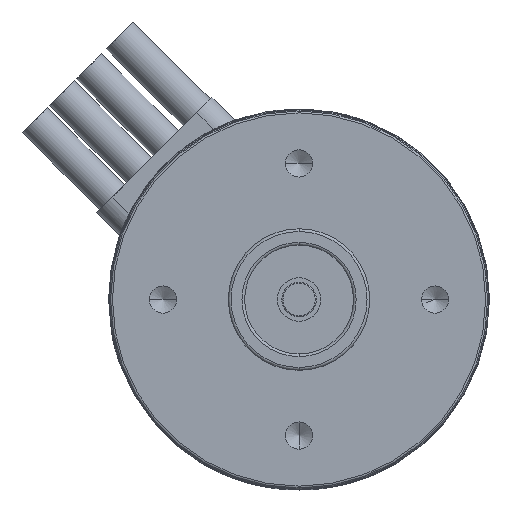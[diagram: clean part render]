
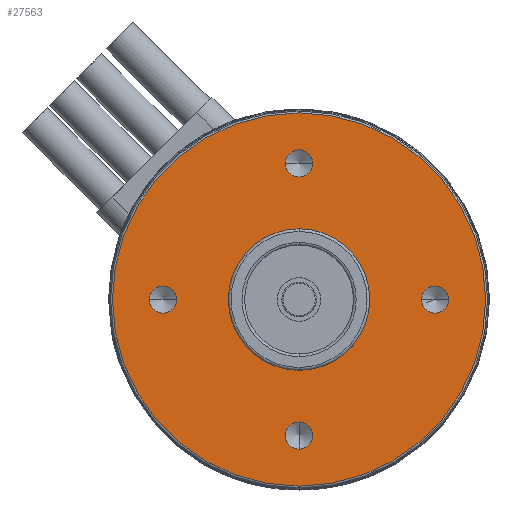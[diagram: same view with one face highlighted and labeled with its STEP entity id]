
A CAD part, left-side view. The second image highlights one B-rep face of the part: STEP entity #27563.
In plain terms, the highlighted planar face has unit normal (-1, 0, 0).
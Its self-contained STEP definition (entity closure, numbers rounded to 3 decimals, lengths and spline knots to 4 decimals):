
#282 = AXIS2_PLACEMENT_3D ( 'NONE', #41945, #38140, #27001 ) ;
#812 = EDGE_CURVE ( 'NONE', #13350, #21473, #27681, .T. ) ;
#920 = DIRECTION ( 'NONE',  ( -1., 0., 0. ) ) ;
#1208 = EDGE_LOOP ( 'NONE', ( #18808, #32295 ) ) ;
#1991 = DIRECTION ( 'NONE',  ( 1., 0., 0. ) ) ;
#2222 = DIRECTION ( 'NONE',  ( 0., 0., 1. ) ) ;
#3335 = CIRCLE ( 'NONE', #282, 0.0492 ) ;
#3387 = FACE_BOUND ( 'NONE', #30825, .T. ) ;
#3747 = CARTESIAN_POINT ( 'NONE',  ( 0.4528, 0., 0. ) ) ;
#3777 = CARTESIAN_POINT ( 'NONE',  ( 0.4528, -0.4921, 0. ) ) ;
#3949 = CARTESIAN_POINT ( 'NONE',  ( 0.4528, 0.4921, 0. ) ) ;
#4231 = CARTESIAN_POINT ( 'NONE',  ( 0.4528, 0.2559, 0. ) ) ;
#4283 = AXIS2_PLACEMENT_3D ( 'NONE', #14063, #920, #15395 ) ;
#4612 = DIRECTION ( 'NONE',  ( 0., 0., 1. ) ) ;
#5650 = AXIS2_PLACEMENT_3D ( 'NONE', #22100, #30154, #40855 ) ;
#5852 = AXIS2_PLACEMENT_3D ( 'NONE', #3777, #25842, #7089 ) ;
#5975 = ORIENTED_EDGE ( 'NONE', *, *, #16392, .T. ) ;
#6817 = DIRECTION ( 'NONE',  ( 0., 0., 1. ) ) ;
#6946 = FACE_BOUND ( 'NONE', #33557, .T. ) ;
#7089 = DIRECTION ( 'NONE',  ( 0., 0., 1. ) ) ;
#7467 = VERTEX_POINT ( 'NONE', #42562 ) ;
#8402 = ORIENTED_EDGE ( 'NONE', *, *, #34796, .T. ) ;
#8413 = ORIENTED_EDGE ( 'NONE', *, *, #27666, .T. ) ;
#8641 = CARTESIAN_POINT ( 'NONE',  ( 0.4528, 0., 0.4921 ) ) ;
#8811 = EDGE_CURVE ( 'NONE', #21473, #13350, #18480, .T. ) ;
#8867 = CIRCLE ( 'NONE', #5852, 0.0492 ) ;
#8894 = DIRECTION ( 'NONE',  ( 1., 0., 0. ) ) ;
#8899 = CIRCLE ( 'NONE', #35428, 0.2559 ) ;
#10853 = DIRECTION ( 'NONE',  ( 0., 0., 1. ) ) ;
#11402 = CARTESIAN_POINT ( 'NONE',  ( 0.4528, -0.4921, 0.0492 ) ) ;
#13350 = VERTEX_POINT ( 'NONE', #44973 ) ;
#13537 = CARTESIAN_POINT ( 'NONE',  ( 0.4528, 0., 0. ) ) ;
#13905 = CARTESIAN_POINT ( 'NONE',  ( 0.4528, 0., 0.5413 ) ) ;
#14063 = CARTESIAN_POINT ( 'NONE',  ( 0.4528, 0.2559, 0. ) ) ;
#14634 = ORIENTED_EDGE ( 'NONE', *, *, #27480, .T. ) ;
#14898 = EDGE_CURVE ( 'NONE', #31394, #42297, #24580, .T. ) ;
#15395 = DIRECTION ( 'NONE',  ( 0., -1., 0. ) ) ;
#15628 = AXIS2_PLACEMENT_3D ( 'NONE', #34823, #27231, #37923 ) ;
#16029 = ORIENTED_EDGE ( 'NONE', *, *, #36361, .T. ) ;
#16092 = CARTESIAN_POINT ( 'NONE',  ( 0.4528, 0., -0.4921 ) ) ;
#16392 = EDGE_CURVE ( 'NONE', #16899, #43269, #39065, .T. ) ;
#16899 = VERTEX_POINT ( 'NONE', #18510 ) ;
#16915 = VERTEX_POINT ( 'NONE', #11402 ) ;
#17150 = AXIS2_PLACEMENT_3D ( 'NONE', #16092, #19443, #41051 ) ;
#17159 = ORIENTED_EDGE ( 'NONE', *, *, #14898, .T. ) ;
#17856 = FACE_BOUND ( 'NONE', #38230, .T. ) ;
#17984 = VERTEX_POINT ( 'NONE', #18228 ) ;
#18228 = CARTESIAN_POINT ( 'NONE',  ( 0.4528, 0., -0.4429 ) ) ;
#18480 = CIRCLE ( 'NONE', #44297, 0.6751 ) ;
#18510 = CARTESIAN_POINT ( 'NONE',  ( 0.4528, 0., 0.4429 ) ) ;
#18618 = ORIENTED_EDGE ( 'NONE', *, *, #32669, .T. ) ;
#18808 = ORIENTED_EDGE ( 'NONE', *, *, #8811, .F. ) ;
#18970 = FACE_BOUND ( 'NONE', #36977, .T. ) ;
#19226 = EDGE_CURVE ( 'NONE', #43269, #16899, #32196, .T. ) ;
#19443 = DIRECTION ( 'NONE',  ( 1., 0., 0. ) ) ;
#20275 = CARTESIAN_POINT ( 'NONE',  ( 0.4528, 0., -0.4921 ) ) ;
#20653 = ORIENTED_EDGE ( 'NONE', *, *, #22556, .T. ) ;
#21473 = VERTEX_POINT ( 'NONE', #22573 ) ;
#21602 = VERTEX_POINT ( 'NONE', #4231 ) ;
#21778 = DIRECTION ( 'NONE',  ( 1., 0., 0. ) ) ;
#22100 = CARTESIAN_POINT ( 'NONE',  ( 0.4528, 0.4921, 0. ) ) ;
#22556 = EDGE_CURVE ( 'NONE', #42297, #31394, #46951, .T. ) ;
#22573 = CARTESIAN_POINT ( 'NONE',  ( 0.4528, 0., 0.6751 ) ) ;
#24580 = CIRCLE ( 'NONE', #5650, 0.0492 ) ;
#24975 = CARTESIAN_POINT ( 'NONE',  ( 0.4528, 0., 0. ) ) ;
#24982 = ORIENTED_EDGE ( 'NONE', *, *, #30579, .T. ) ;
#25197 = DIRECTION ( 'NONE',  ( 0., 1., 0. ) ) ;
#25485 = CARTESIAN_POINT ( 'NONE',  ( 0.4528, 0.4921, 0.0492 ) ) ;
#25842 = DIRECTION ( 'NONE',  ( 1., 0., 0. ) ) ;
#27001 = DIRECTION ( 'NONE',  ( 0., 0., 1. ) ) ;
#27231 = DIRECTION ( 'NONE',  ( 1., 0., 0. ) ) ;
#27480 = EDGE_CURVE ( 'NONE', #7467, #17984, #29295, .T. ) ;
#27563 = ADVANCED_FACE ( 'NONE', ( #29885, #40831, #6946, #3387, #18970, #17856 ), #42810, .T. ) ;
#27666 = EDGE_CURVE ( 'NONE', #17984, #7467, #37642, .T. ) ;
#27681 = CIRCLE ( 'NONE', #44365, 0.6751 ) ;
#27718 = AXIS2_PLACEMENT_3D ( 'NONE', #8641, #8894, #4612 ) ;
#28738 = DIRECTION ( 'NONE',  ( 1., 0., 0. ) ) ;
#28941 = VERTEX_POINT ( 'NONE', #40617 ) ;
#29295 = CIRCLE ( 'NONE', #40659, 0.0492 ) ;
#29383 = DIRECTION ( 'NONE',  ( 1., 0., 0. ) ) ;
#29885 = FACE_OUTER_BOUND ( 'NONE', #1208, .T. ) ;
#30154 = DIRECTION ( 'NONE',  ( 1., 0., 0. ) ) ;
#30579 = EDGE_CURVE ( 'NONE', #37898, #21602, #43681, .T. ) ;
#30825 = EDGE_LOOP ( 'NONE', ( #16029, #18618 ) ) ;
#31394 = VERTEX_POINT ( 'NONE', #25485 ) ;
#31889 = CARTESIAN_POINT ( 'NONE',  ( 0.4528, -0.2559, 0. ) ) ;
#32196 = CIRCLE ( 'NONE', #42814, 0.0492 ) ;
#32295 = ORIENTED_EDGE ( 'NONE', *, *, #812, .F. ) ;
#32466 = DIRECTION ( 'NONE',  ( 1., 0., 0. ) ) ;
#32669 = EDGE_CURVE ( 'NONE', #28941, #16915, #8867, .T. ) ;
#33557 = EDGE_LOOP ( 'NONE', ( #8413, #14634 ) ) ;
#34796 = EDGE_CURVE ( 'NONE', #21602, #37898, #8899, .T. ) ;
#34823 = CARTESIAN_POINT ( 'NONE',  ( 0.4528, 0., 0. ) ) ;
#35428 = AXIS2_PLACEMENT_3D ( 'NONE', #24975, #43027, #25197 ) ;
#36361 = EDGE_CURVE ( 'NONE', #16915, #28941, #3335, .T. ) ;
#36737 = CARTESIAN_POINT ( 'NONE',  ( 0.4528, 0., 0.4921 ) ) ;
#36977 = EDGE_LOOP ( 'NONE', ( #46640, #5975 ) ) ;
#37642 = CIRCLE ( 'NONE', #17150, 0.0492 ) ;
#37898 = VERTEX_POINT ( 'NONE', #31889 ) ;
#37923 = DIRECTION ( 'NONE',  ( 0., 1., 0. ) ) ;
#38140 = DIRECTION ( 'NONE',  ( 1., 0., 0. ) ) ;
#38230 = EDGE_LOOP ( 'NONE', ( #8402, #24982 ) ) ;
#39065 = CIRCLE ( 'NONE', #27718, 0.0492 ) ;
#39429 = DIRECTION ( 'NONE',  ( 0., 0., 1. ) ) ;
#40315 = CARTESIAN_POINT ( 'NONE',  ( 0.4528, 0.4921, -0.0492 ) ) ;
#40617 = CARTESIAN_POINT ( 'NONE',  ( 0.4528, -0.4921, -0.0492 ) ) ;
#40659 = AXIS2_PLACEMENT_3D ( 'NONE', #20275, #1991, #2222 ) ;
#40831 = FACE_BOUND ( 'NONE', #41817, .T. ) ;
#40855 = DIRECTION ( 'NONE',  ( 0., 0., 1. ) ) ;
#41051 = DIRECTION ( 'NONE',  ( 0., 0., 1. ) ) ;
#41817 = EDGE_LOOP ( 'NONE', ( #17159, #20653 ) ) ;
#41945 = CARTESIAN_POINT ( 'NONE',  ( 0.4528, -0.4921, 0. ) ) ;
#42297 = VERTEX_POINT ( 'NONE', #40315 ) ;
#42562 = CARTESIAN_POINT ( 'NONE',  ( 0.4528, 0., -0.5413 ) ) ;
#42810 = PLANE ( 'NONE',  #4283 ) ;
#42814 = AXIS2_PLACEMENT_3D ( 'NONE', #36737, #29383, #10853 ) ;
#43027 = DIRECTION ( 'NONE',  ( 1., 0., 0. ) ) ;
#43269 = VERTEX_POINT ( 'NONE', #13905 ) ;
#43681 = CIRCLE ( 'NONE', #15628, 0.2559 ) ;
#43877 = DIRECTION ( 'NONE',  ( 0., 0., 1. ) ) ;
#43908 = AXIS2_PLACEMENT_3D ( 'NONE', #3949, #21778, #6817 ) ;
#44297 = AXIS2_PLACEMENT_3D ( 'NONE', #13537, #28738, #39429 ) ;
#44365 = AXIS2_PLACEMENT_3D ( 'NONE', #3747, #32466, #43877 ) ;
#44973 = CARTESIAN_POINT ( 'NONE',  ( 0.4528, 0., -0.6751 ) ) ;
#46640 = ORIENTED_EDGE ( 'NONE', *, *, #19226, .T. ) ;
#46951 = CIRCLE ( 'NONE', #43908, 0.0492 ) ;
